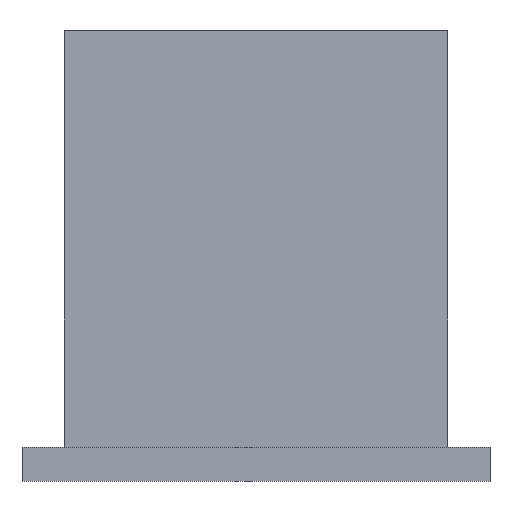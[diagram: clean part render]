
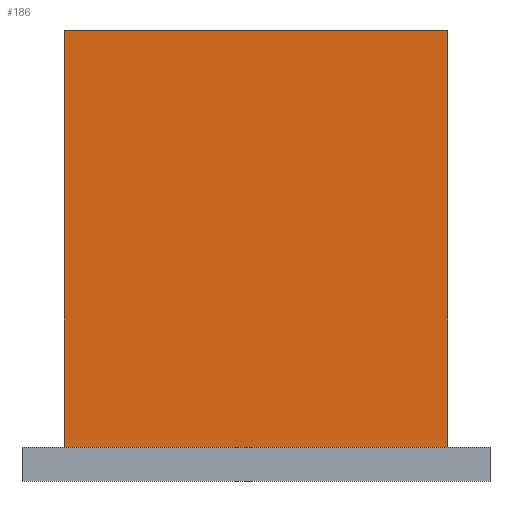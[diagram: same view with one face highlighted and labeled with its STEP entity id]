
A CAD part, left-side view. The second image highlights one B-rep face of the part: STEP entity #186.
In plain terms, the highlighted planar face has unit normal (-1, 0, 0).
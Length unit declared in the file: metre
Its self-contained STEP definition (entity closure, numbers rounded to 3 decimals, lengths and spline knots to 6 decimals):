
#24=ORIENTED_EDGE('',*,*,#62,.T.);
#25=ORIENTED_EDGE('',*,*,#66,.F.);
#26=ORIENTED_EDGE('',*,*,#69,.F.);
#27=ORIENTED_EDGE('',*,*,#70,.F.);
#62=EDGE_CURVE('',#87,#86,#102,.T.);
#66=EDGE_CURVE('',#89,#86,#106,.T.);
#69=EDGE_CURVE('',#91,#89,#109,.T.);
#70=EDGE_CURVE('',#87,#91,#110,.T.);
#86=VERTEX_POINT('',#272);
#87=VERTEX_POINT('',#274);
#89=VERTEX_POINT('',#280);
#91=VERTEX_POINT('',#286);
#102=LINE('',#273,#126);
#106=LINE('',#281,#130);
#109=LINE('',#287,#133);
#110=LINE('',#289,#134);
#126=VECTOR('',#224,1.);
#130=VECTOR('',#230,1.);
#133=VECTOR('',#235,1.);
#134=VECTOR('',#238,1.);
#151=EDGE_LOOP('',(#24,#25,#26,#27));
#163=FACE_BOUND('',#151,.T.);
#175=PLANE('',#210);
#186=ADVANCED_FACE('',(#163),#175,.T.);
#210=AXIS2_PLACEMENT_3D('',#288,#236,#237);
#224=DIRECTION('',(0.,0.,1.));
#230=DIRECTION('',(0.,-1.,0.));
#235=DIRECTION('',(0.,0.,1.));
#236=DIRECTION('',(-1.,0.,0.));
#237=DIRECTION('',(0.,-1.,0.));
#238=DIRECTION('',(0.,1.,0.));
#272=CARTESIAN_POINT('',(-0.0955,-0.0373,-0.0015));
#273=CARTESIAN_POINT('',(-0.0955,-0.0373,-0.01975));
#274=CARTESIAN_POINT('',(-0.0955,-0.0373,-0.038));
#280=CARTESIAN_POINT('',(-0.0955,-0.0037,-0.0015));
#281=CARTESIAN_POINT('',(-0.0955,-0.0205,-0.0015));
#286=CARTESIAN_POINT('',(-0.0955,-0.0037,-0.038));
#287=CARTESIAN_POINT('',(-0.0955,-0.0037,-0.01975));
#288=CARTESIAN_POINT('',(-0.0955,-0.0205,-0.0205));
#289=CARTESIAN_POINT('',(-0.0955,-0.00175,-0.038));
